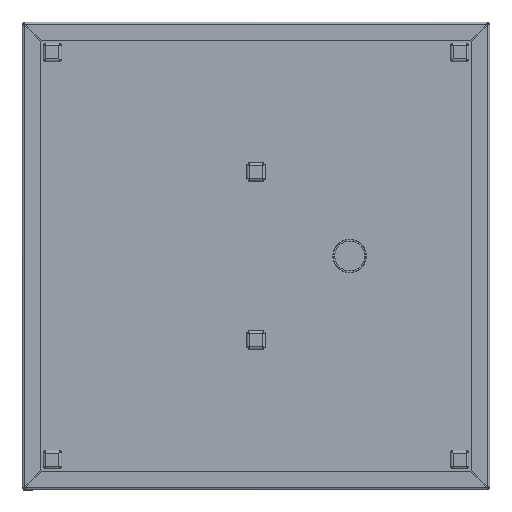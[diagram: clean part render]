
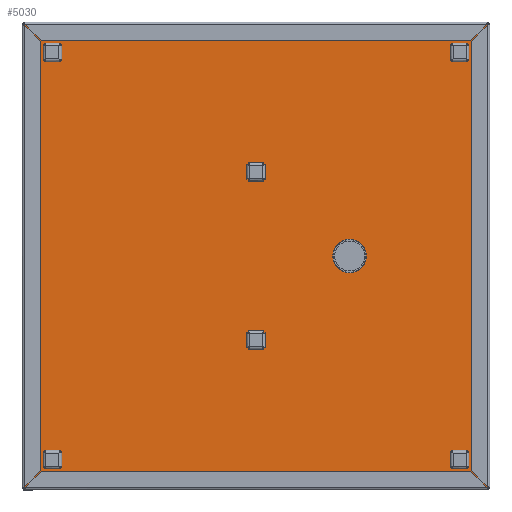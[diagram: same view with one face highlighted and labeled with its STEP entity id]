
A CAD part, front view. The second image highlights one B-rep face of the part: STEP entity #5030.
In plain terms, the highlighted planar face has unit normal (0, -1, 0).
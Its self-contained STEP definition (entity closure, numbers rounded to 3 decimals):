
#181 = LINE ( 'NONE', #9803, #7797 ) ;
#414 = EDGE_CURVE ( 'NONE', #4624, #7776, #4457, .T. ) ;
#575 = PLANE ( 'NONE',  #4671 ) ;
#576 = DIRECTION ( 'NONE',  ( 1., 0., 0. ) ) ;
#624 = FACE_BOUND ( 'NONE', #2267, .T. ) ;
#936 = ORIENTED_EDGE ( 'NONE', *, *, #4857, .F. ) ;
#1134 = CARTESIAN_POINT ( 'NONE',  ( 494., -3., -494. ) ) ;
#1324 = VECTOR ( 'NONE', #576, 1000. ) ;
#1416 = DIRECTION ( 'NONE',  ( 0., 0., 1. ) ) ;
#1475 = ORIENTED_EDGE ( 'NONE', *, *, #8555, .T. ) ;
#1605 = CARTESIAN_POINT ( 'NONE',  ( -494., -3., -494. ) ) ;
#1644 = VECTOR ( 'NONE', #4738, 1000. ) ;
#2033 = EDGE_CURVE ( 'NONE', #6180, #5179, #181, .T. ) ;
#2168 = CARTESIAN_POINT ( 'NONE',  ( -494., -3., -494. ) ) ;
#2175 = CIRCLE ( 'NONE', #6370, 36. ) ;
#2267 = EDGE_LOOP ( 'NONE', ( #1475, #2290 ) ) ;
#2290 = ORIENTED_EDGE ( 'NONE', *, *, #414, .T. ) ;
#2319 = ORIENTED_EDGE ( 'NONE', *, *, #6770, .F. ) ;
#2565 = LINE ( 'NONE', #1134, #1644 ) ;
#2611 = CARTESIAN_POINT ( 'NONE',  ( 494., -3., 494. ) ) ;
#2713 = CARTESIAN_POINT ( 'NONE',  ( -494., -3., 494. ) ) ;
#2848 = CARTESIAN_POINT ( 'NONE',  ( -200., -3., 0. ) ) ;
#2859 = DIRECTION ( 'NONE',  ( 0., 1., 0. ) ) ;
#3168 = DIRECTION ( 'NONE',  ( -1., 0., 0. ) ) ;
#3225 = VECTOR ( 'NONE', #6981, 1000. ) ;
#4457 = CIRCLE ( 'NONE', #7499, 36. ) ;
#4624 = VERTEX_POINT ( 'NONE', #6517 ) ;
#4671 = AXIS2_PLACEMENT_3D ( 'NONE', #7341, #2859, #1416 ) ;
#4738 = DIRECTION ( 'NONE',  ( 0., 0., -1. ) ) ;
#4857 = EDGE_CURVE ( 'NONE', #5179, #6142, #8496, .T. ) ;
#5030 = ADVANCED_FACE ( 'NONE', ( #624, #7432 ), #575, .F. ) ;
#5068 = LINE ( 'NONE', #2713, #1324 ) ;
#5179 = VERTEX_POINT ( 'NONE', #2168 ) ;
#5543 = DIRECTION ( 'NONE',  ( 0., 0., 1. ) ) ;
#5848 = EDGE_CURVE ( 'NONE', #6142, #9425, #5068, .T. ) ;
#6142 = VERTEX_POINT ( 'NONE', #7417 ) ;
#6180 = VERTEX_POINT ( 'NONE', #7372 ) ;
#6204 = CARTESIAN_POINT ( 'NONE',  ( -200., -3., 36. ) ) ;
#6250 = DIRECTION ( 'NONE',  ( 0., 0., 1. ) ) ;
#6324 = ORIENTED_EDGE ( 'NONE', *, *, #2033, .F. ) ;
#6370 = AXIS2_PLACEMENT_3D ( 'NONE', #2848, #7703, #6250 ) ;
#6517 = CARTESIAN_POINT ( 'NONE',  ( -200., -3., -36. ) ) ;
#6770 = EDGE_CURVE ( 'NONE', #9425, #6180, #2565, .T. ) ;
#6981 = DIRECTION ( 'NONE',  ( 0., 0., 1. ) ) ;
#7341 = CARTESIAN_POINT ( 'NONE',  ( 0., -3., 0. ) ) ;
#7372 = CARTESIAN_POINT ( 'NONE',  ( 494., -3., -494. ) ) ;
#7417 = CARTESIAN_POINT ( 'NONE',  ( -494., -3., 494. ) ) ;
#7432 = FACE_OUTER_BOUND ( 'NONE', #9512, .T. ) ;
#7499 = AXIS2_PLACEMENT_3D ( 'NONE', #8570, #7965, #5543 ) ;
#7703 = DIRECTION ( 'NONE',  ( 0., 1., 0. ) ) ;
#7776 = VERTEX_POINT ( 'NONE', #6204 ) ;
#7797 = VECTOR ( 'NONE', #3168, 1000. ) ;
#7965 = DIRECTION ( 'NONE',  ( 0., 1., 0. ) ) ;
#8496 = LINE ( 'NONE', #1605, #3225 ) ;
#8555 = EDGE_CURVE ( 'NONE', #7776, #4624, #2175, .T. ) ;
#8570 = CARTESIAN_POINT ( 'NONE',  ( -200., -3., 0. ) ) ;
#9006 = ORIENTED_EDGE ( 'NONE', *, *, #5848, .F. ) ;
#9425 = VERTEX_POINT ( 'NONE', #2611 ) ;
#9512 = EDGE_LOOP ( 'NONE', ( #2319, #9006, #936, #6324 ) ) ;
#9803 = CARTESIAN_POINT ( 'NONE',  ( -494., -3., -494. ) ) ;
